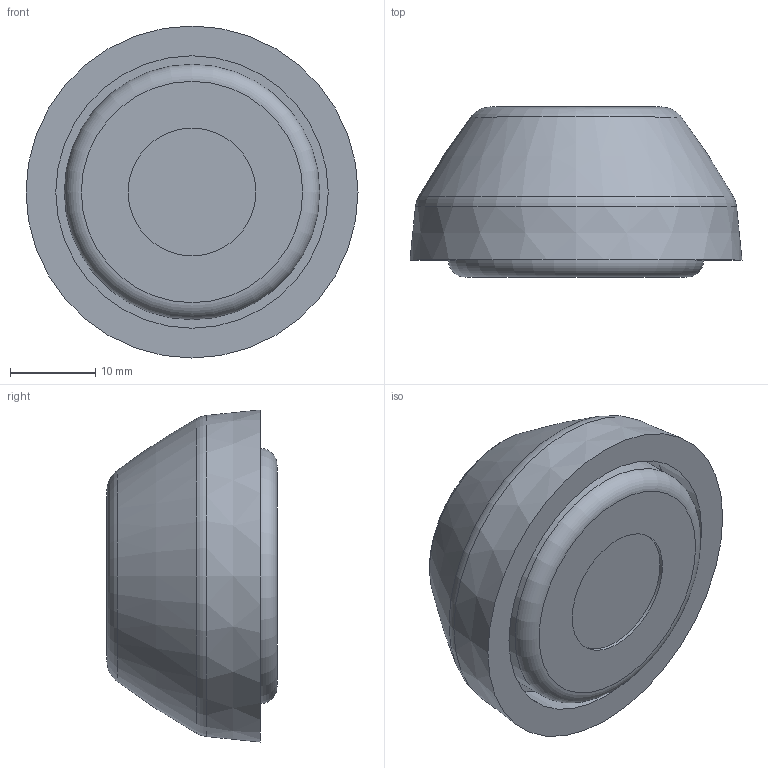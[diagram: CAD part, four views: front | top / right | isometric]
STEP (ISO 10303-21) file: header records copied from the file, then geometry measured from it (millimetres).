
FILE_DESCRIPTION(/* description */ ('STEP AP214'),/* implementation_level */ '2;1');
FILE_NAME(/* name */ '1011883.stp',/* time_stamp */ '2024-06-13T10:25:44+02:00',/* author */ ('Bo'),/* organization */ ('CADENAS'),/* preprocessor_version */ 'ST-DEVELOPER v20',/* originating_system */ 'Autodesk Inventor 2025',/* authorisation */ ' ');
FILE_SCHEMA (('AUTOMOTIVE_DESIGN { 1 0 10303 214 3 1 1 }'));
Length unit declared in the file: millimetre
Products named in the file (1): 1011883
Bounding box: 39 x 20 x 39 mm (x, y, z)
Volume: 15663.4 mm3; surface area: 5136.3 mm2
Topology: 1 solids, 1 shells, 16 faces, 28 edges, 17 vertices
Faces by surface type: plane 5, torus 4, cylinder 3, cone 2, sphere 1, bspline 1
Full cylindrical faces by diameter (mm): 15 x1, 30 x1, 32 x1
Entity records: 463 total; most frequent: CARTESIAN_POINT 87, DIRECTION 81, ORIENTED_EDGE 54, AXIS2_PLACEMENT_3D 38, EDGE_CURVE 27, CIRCLE 22, EDGE_LOOP 20, VERTEX_POINT 17
